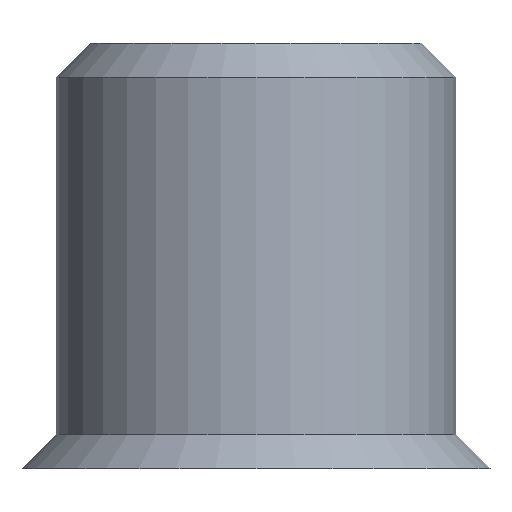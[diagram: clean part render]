
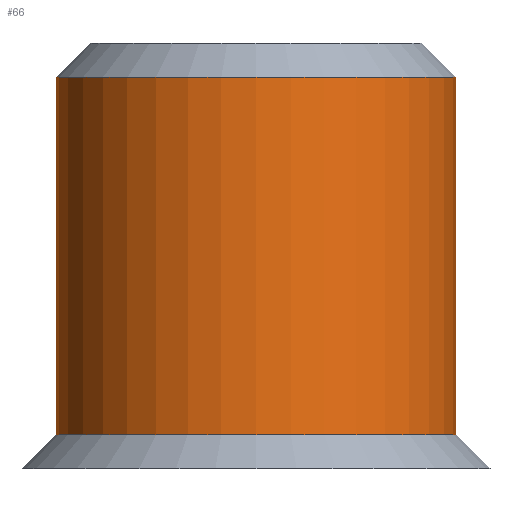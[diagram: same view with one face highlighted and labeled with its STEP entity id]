
A CAD part, front view. The second image highlights one B-rep face of the part: STEP entity #66.
In plain terms, the highlighted cylindrical face has radius 2.35 mm (diameter 4.7 mm), a full revolution.
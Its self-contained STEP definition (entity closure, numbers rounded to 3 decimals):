
#17=CYLINDRICAL_SURFACE('',#87,2.35);
#19=FACE_OUTER_BOUND('',#24,.T.);
#24=EDGE_LOOP('',(#53,#54,#55,#56));
#29=LINE('',#125,#32);
#32=VECTOR('',#104,2.35);
#35=CIRCLE('',#86,2.35);
#36=CIRCLE('',#88,2.35);
#39=VERTEX_POINT('',#120);
#40=VERTEX_POINT('',#124);
#44=EDGE_CURVE('',#39,#39,#35,.T.);
#45=EDGE_CURVE('',#39,#40,#29,.T.);
#46=EDGE_CURVE('',#40,#40,#36,.T.);
#53=ORIENTED_EDGE('',*,*,#44,.F.);
#54=ORIENTED_EDGE('',*,*,#45,.T.);
#55=ORIENTED_EDGE('',*,*,#46,.T.);
#56=ORIENTED_EDGE('',*,*,#45,.F.);
#66=ADVANCED_FACE('',(#19),#17,.T.);
#86=AXIS2_PLACEMENT_3D('',#122,#100,#101);
#87=AXIS2_PLACEMENT_3D('',#123,#102,#103);
#88=AXIS2_PLACEMENT_3D('',#126,#105,#106);
#100=DIRECTION('center_axis',(0.,0.,1.));
#101=DIRECTION('ref_axis',(1.,0.,0.));
#102=DIRECTION('center_axis',(0.,0.,1.));
#103=DIRECTION('ref_axis',(1.,0.,0.));
#104=DIRECTION('',(0.,0.,-1.));
#105=DIRECTION('center_axis',(0.,0.,1.));
#106=DIRECTION('ref_axis',(1.,0.,0.));
#120=CARTESIAN_POINT('',(-2.35,0.,4.6));
#122=CARTESIAN_POINT('Origin',(0.,0.,4.6));
#123=CARTESIAN_POINT('Origin',(0.,0.,0.));
#124=CARTESIAN_POINT('',(-2.35,0.,0.4));
#125=CARTESIAN_POINT('',(-2.35,0.,0.));
#126=CARTESIAN_POINT('Origin',(0.,0.,0.4));
